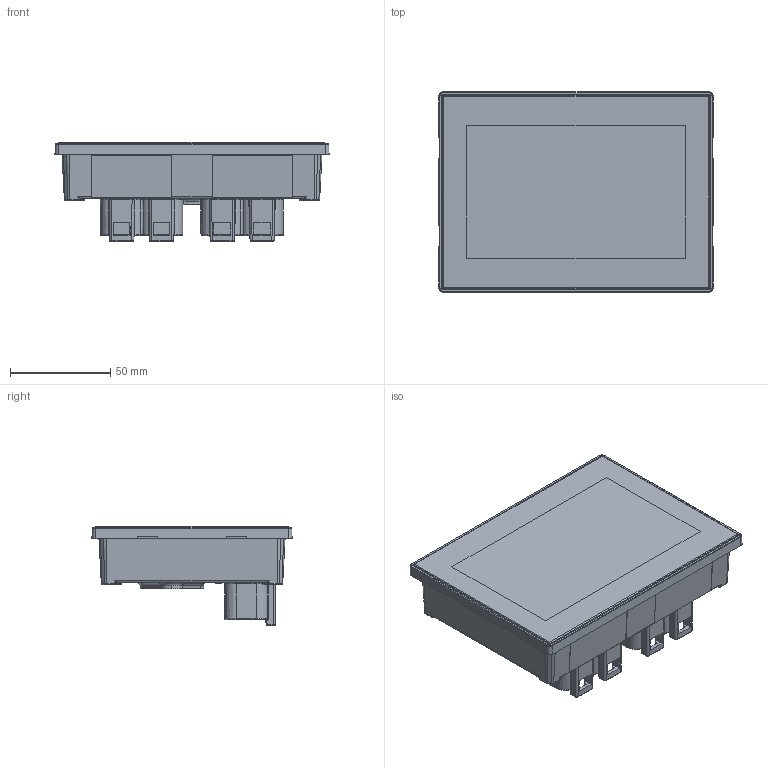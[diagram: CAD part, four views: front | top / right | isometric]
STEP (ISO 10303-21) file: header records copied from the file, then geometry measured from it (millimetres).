
FILE_DESCRIPTION (( 'STEP AP214' ), '1' );
FILE_NAME ('78020119X2.STEP', '2018-08-13T13:58:22', ( '' ), ( '' ), 'SwSTEP 2.0', 'SolidWorks 2016', '' );
FILE_SCHEMA (( 'AUTOMOTIVE_DESIGN' ));
Length unit declared in the file: millimetre
Products named in the file (1): 78020119X2
Bounding box: 136.5 x 99.7 x 49.6 mm (x, y, z)
Volume: 352101.7 mm3; surface area: 55041.9 mm2
Topology: 1 solids, 1 shells, 2039 faces, 4998 edges, 3001 vertices
Faces by surface type: plane 601, bspline 569, cylinder 485, cone 179, torus 129, sphere 76
Entity records: 96508 total; most frequent: CARTESIAN_POINT 31256, ORIENTED_EDGE 9896, DIRECTION 7749, EDGE_CURVE 4948, VERTEX_POINT 3001, AXIS2_PLACEMENT_3D 2845, EDGE_LOOP 2139, VECTOR 2059
